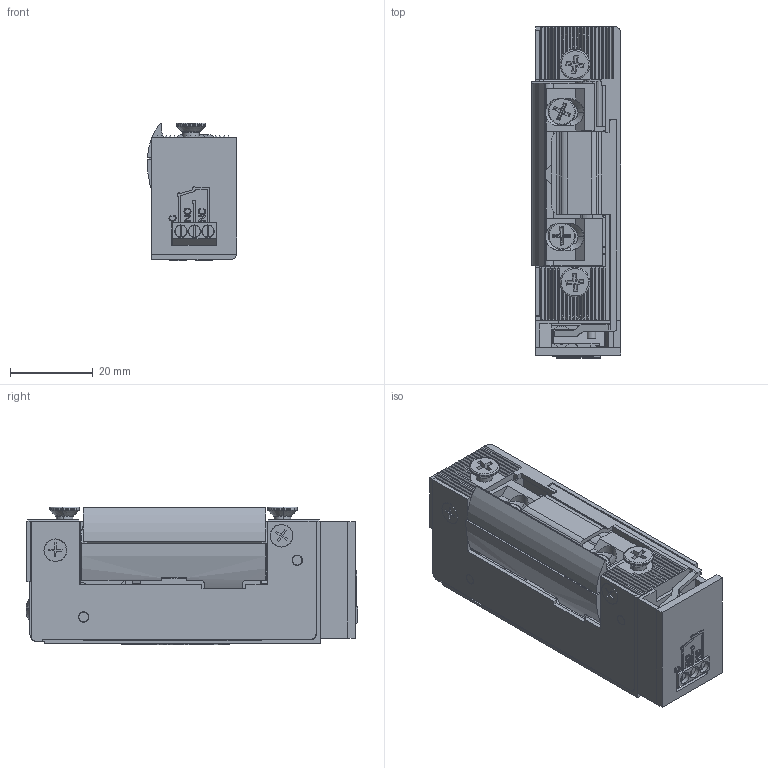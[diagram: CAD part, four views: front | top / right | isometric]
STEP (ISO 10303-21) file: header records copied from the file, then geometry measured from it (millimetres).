
FILE_DESCRIPTION (( 'STEP AP214' ), '1' );
FILE_NAME ('SER3C.step', '2025-03-31T08:52:01', ( '' ), ( '' ), 'SwSTEP 2.0', 'SolidWorks 2024', '' );
FILE_SCHEMA (( 'AUTOMOTIVE_DESIGN' ));
Length unit declared in the file: millimetre
Products named in the file (1): SER3C
Bounding box: 21.49 x 80.02 x 33.2 mm (x, y, z)
Surface area: 28864.3 mm2 (no closed solid volume)
Topology: 0 solids, 25 shells, 2501 faces, 6586 edges, 4271 vertices
Faces by surface type: plane 1703, cylinder 620, bspline 99, cone 78, sphere 1
Full cylindrical faces by diameter (mm): 3 x2
Entity records: 84311 total; most frequent: CARTESIAN_POINT 22667, ORIENTED_EDGE 13140, DIRECTION 12225, EDGE_CURVE 6579, LINE 4585, VECTOR 4585, VERTEX_POINT 4275, AXIS2_PLACEMENT_3D 3820
